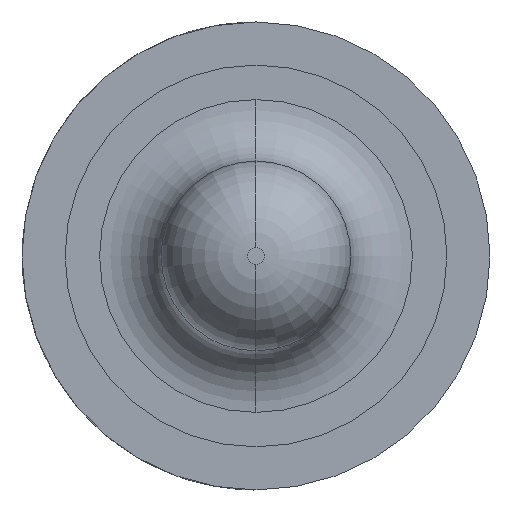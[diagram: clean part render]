
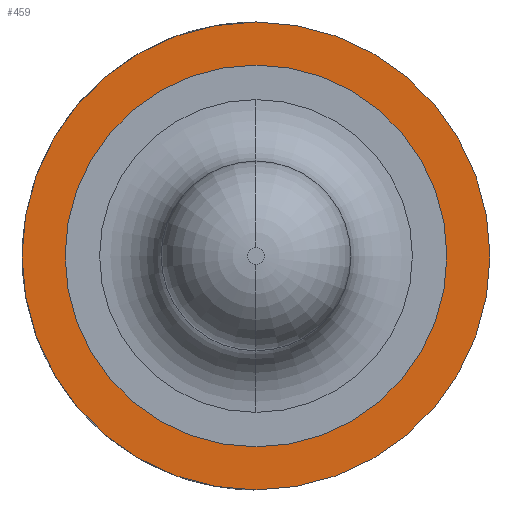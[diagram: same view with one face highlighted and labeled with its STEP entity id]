
A CAD part, left-side view. The second image highlights one B-rep face of the part: STEP entity #459.
In plain terms, the highlighted planar face has unit normal (-1, 0, 0).
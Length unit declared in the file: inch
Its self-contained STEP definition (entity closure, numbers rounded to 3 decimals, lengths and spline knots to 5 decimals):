
#11 = CARTESIAN_POINT ( 'NONE',  ( 0.26, 0., 0.0155 ) ) ;
#20 = DIRECTION ( 'NONE',  ( 0., 0., 1. ) ) ;
#24 = EDGE_CURVE ( 'NONE', #454, #786, #353, .T. ) ;
#26 = EDGE_CURVE ( 'NONE', #552, #687, #354, .T. ) ;
#70 = AXIS2_PLACEMENT_3D ( 'NONE', #507, #588, #137 ) ;
#77 = CARTESIAN_POINT ( 'NONE',  ( 0.26, 0., 0.019 ) ) ;
#91 = DIRECTION ( 'NONE',  ( 0., 0., 1. ) ) ;
#98 = DIRECTION ( 'NONE',  ( -1., 0., 0. ) ) ;
#105 = DIRECTION ( 'NONE',  ( -1., 0., 0. ) ) ;
#126 = CARTESIAN_POINT ( 'NONE',  ( 0.26, 0., -0.019 ) ) ;
#136 = CIRCLE ( 'NONE', #538, 0.0155 ) ;
#137 = DIRECTION ( 'NONE',  ( 0., 0., -1. ) ) ;
#146 = CIRCLE ( 'NONE', #597, 0.019 ) ;
#163 = DIRECTION ( 'NONE',  ( -1., 0., 0. ) ) ;
#246 = FACE_OUTER_BOUND ( 'NONE', #473, .T. ) ;
#253 = FACE_BOUND ( 'NONE', #670, .T. ) ;
#353 = CIRCLE ( 'NONE', #441, 0.0155 ) ;
#354 = CIRCLE ( 'NONE', #408, 0.019 ) ;
#355 = PLANE ( 'NONE',  #70 ) ;
#367 = ORIENTED_EDGE ( 'NONE', *, *, #26, .T. ) ;
#373 = ORIENTED_EDGE ( 'NONE', *, *, #787, .F. ) ;
#392 = DIRECTION ( 'NONE',  ( -1., 0., 0. ) ) ;
#408 = AXIS2_PLACEMENT_3D ( 'NONE', #540, #105, #91 ) ;
#432 = ORIENTED_EDGE ( 'NONE', *, *, #765, .T. ) ;
#441 = AXIS2_PLACEMENT_3D ( 'NONE', #792, #392, #20 ) ;
#454 = VERTEX_POINT ( 'NONE', #734 ) ;
#459 = ADVANCED_FACE ( 'NONE', ( #253, #246 ), #355, .F. ) ;
#473 = EDGE_LOOP ( 'NONE', ( #432, #367 ) ) ;
#507 = CARTESIAN_POINT ( 'NONE',  ( 0.26, 0.0155, 0. ) ) ;
#530 = CARTESIAN_POINT ( 'NONE',  ( 0.26, 0., 0. ) ) ;
#538 = AXIS2_PLACEMENT_3D ( 'NONE', #618, #163, #702 ) ;
#540 = CARTESIAN_POINT ( 'NONE',  ( 0.26, 0., 0. ) ) ;
#552 = VERTEX_POINT ( 'NONE', #126 ) ;
#588 = DIRECTION ( 'NONE',  ( 1., 0., 0. ) ) ;
#597 = AXIS2_PLACEMENT_3D ( 'NONE', #530, #98, #615 ) ;
#615 = DIRECTION ( 'NONE',  ( 0., 0., 1. ) ) ;
#618 = CARTESIAN_POINT ( 'NONE',  ( 0.26, 0., 0. ) ) ;
#670 = EDGE_LOOP ( 'NONE', ( #373, #693 ) ) ;
#687 = VERTEX_POINT ( 'NONE', #77 ) ;
#693 = ORIENTED_EDGE ( 'NONE', *, *, #24, .F. ) ;
#702 = DIRECTION ( 'NONE',  ( 0., 0., 1. ) ) ;
#734 = CARTESIAN_POINT ( 'NONE',  ( 0.26, 0., -0.0155 ) ) ;
#765 = EDGE_CURVE ( 'NONE', #687, #552, #146, .T. ) ;
#786 = VERTEX_POINT ( 'NONE', #11 ) ;
#787 = EDGE_CURVE ( 'NONE', #786, #454, #136, .T. ) ;
#792 = CARTESIAN_POINT ( 'NONE',  ( 0.26, 0., 0. ) ) ;
